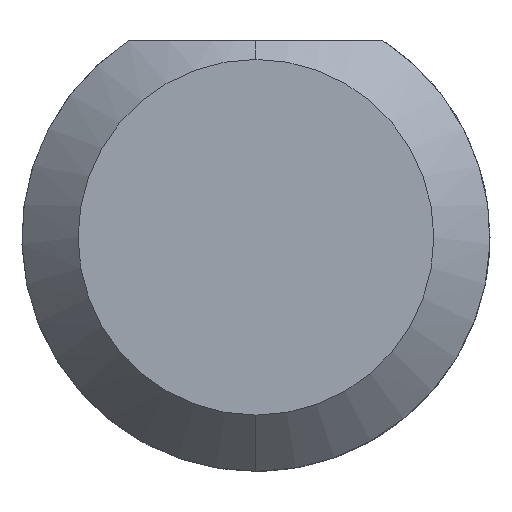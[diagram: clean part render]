
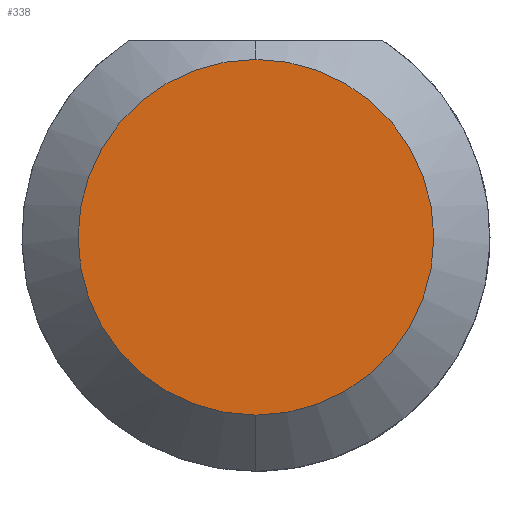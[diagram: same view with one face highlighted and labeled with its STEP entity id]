
A CAD part, left-side view. The second image highlights one B-rep face of the part: STEP entity #338.
In plain terms, the highlighted planar face has unit normal (-1, 0, 0).
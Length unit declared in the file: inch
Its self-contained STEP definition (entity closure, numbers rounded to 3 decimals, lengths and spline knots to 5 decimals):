
#6 = EDGE_CURVE ( 'NONE', #213, #21, #562, .T. ) ;
#21 = VERTEX_POINT ( 'NONE', #647 ) ;
#23 = CARTESIAN_POINT ( 'NONE',  ( 0., 0., 0. ) ) ;
#31 = DIRECTION ( 'NONE',  ( 0., 0., -1. ) ) ;
#34 = AXIS2_PLACEMENT_3D ( 'NONE', #382, #425, #420 ) ;
#213 = VERTEX_POINT ( 'NONE', #467 ) ;
#269 = AXIS2_PLACEMENT_3D ( 'NONE', #23, #456, #31 ) ;
#301 = PLANE ( 'NONE',  #269 ) ;
#338 = ADVANCED_FACE ( 'NONE', ( #574 ), #301, .F. ) ;
#382 = CARTESIAN_POINT ( 'NONE',  ( 0., 0., 0. ) ) ;
#420 = DIRECTION ( 'NONE',  ( 0., 0., 1. ) ) ;
#425 = DIRECTION ( 'NONE',  ( -1., 0., 0. ) ) ;
#456 = DIRECTION ( 'NONE',  ( 1., 0., 0. ) ) ;
#467 = CARTESIAN_POINT ( 'NONE',  ( 0., 0., 0.0475 ) ) ;
#468 = ORIENTED_EDGE ( 'NONE', *, *, #6, .T. ) ;
#469 = AXIS2_PLACEMENT_3D ( 'NONE', #487, #495, #675 ) ;
#487 = CARTESIAN_POINT ( 'NONE',  ( 0., 0., 0. ) ) ;
#495 = DIRECTION ( 'NONE',  ( -1., 0., 0. ) ) ;
#558 = EDGE_CURVE ( 'NONE', #21, #213, #599, .T. ) ;
#562 = CIRCLE ( 'NONE', #34, 0.0475 ) ;
#574 = FACE_OUTER_BOUND ( 'NONE', #598, .T. ) ;
#598 = EDGE_LOOP ( 'NONE', ( #672, #468 ) ) ;
#599 = CIRCLE ( 'NONE', #469, 0.0475 ) ;
#647 = CARTESIAN_POINT ( 'NONE',  ( 0., 0., -0.0475 ) ) ;
#672 = ORIENTED_EDGE ( 'NONE', *, *, #558, .T. ) ;
#675 = DIRECTION ( 'NONE',  ( 0., 0., 1. ) ) ;
